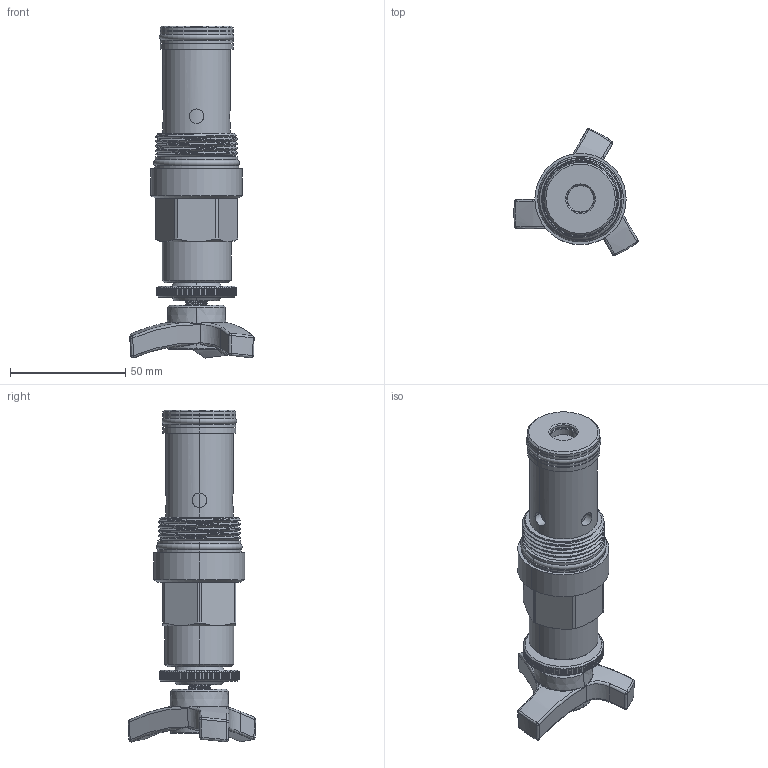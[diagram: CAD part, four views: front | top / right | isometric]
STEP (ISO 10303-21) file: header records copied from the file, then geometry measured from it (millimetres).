
FILE_DESCRIPTION (( 'STEP AP203' ), '1' );
FILE_NAME ('FR16A20-T.STEP', '2020-03-19T07:35:14', ( '' ), ( '' ), 'SwSTEP 2.0', 'SolidWorks 2018', '' );
FILE_SCHEMA (( 'CONFIG_CONTROL_DESIGN' ));
Length unit declared in the file: millimetre
Products named in the file (1): FR16A20-T
Bounding box: 54.02 x 55.33 x 144.29 mm (x, y, z)
Volume: 113164.1 mm3; surface area: 25568.3 mm2
Topology: 1 solids, 5 shells, 735 faces, 1921 edges, 1215 vertices
Faces by surface type: plane 326, cylinder 196, bspline 85, cone 47, torus 41, sphere 40
Entity records: 28961 total; most frequent: CARTESIAN_POINT 12015, ORIENTED_EDGE 3800, DIRECTION 3198, EDGE_CURVE 1900, AXIS2_PLACEMENT_3D 1259, VERTEX_POINT 1209, EDGE_LOOP 781, ADVANCED_FACE 735
